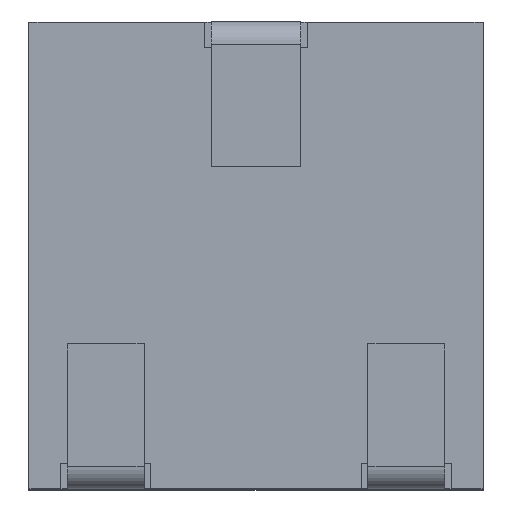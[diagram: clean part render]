
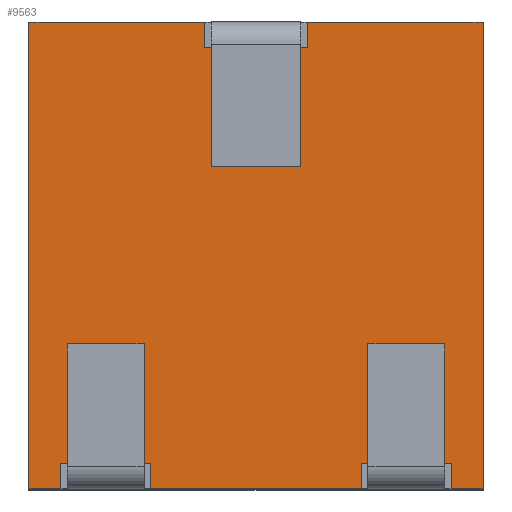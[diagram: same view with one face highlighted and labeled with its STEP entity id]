
A CAD part, top view. The second image highlights one B-rep face of the part: STEP entity #9563.
In plain terms, the highlighted planar face has unit normal (0, 0, 1).
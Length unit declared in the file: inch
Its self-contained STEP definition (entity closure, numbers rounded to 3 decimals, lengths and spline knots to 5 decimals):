
#1881=DIRECTION('',(0.,1.,0.));
#1882=VECTOR('',#1881,0.146);
#1883=CARTESIAN_POINT('',(0.071,0.,0.111));
#1884=LINE('',#1883,#1882);
#1913=DIRECTION('',(1.,0.,0.));
#1914=VECTOR('',#1913,0.066);
#1915=CARTESIAN_POINT('',(-0.033,0.,0.111));
#1916=LINE('',#1915,#1914);
#1921=DIRECTION('',(1.,0.,0.));
#1922=VECTOR('',#1921,0.01);
#1923=CARTESIAN_POINT('',(0.061,0.,0.111));
#1924=LINE('',#1923,#1922);
#1933=DIRECTION('',(1.,0.,0.));
#1934=VECTOR('',#1933,0.01);
#1935=CARTESIAN_POINT('',(-0.071,0.,0.111));
#1936=LINE('',#1935,#1934);
#2106=DIRECTION('',(0.,1.,0.));
#2107=VECTOR('',#2106,0.008);
#2108=CARTESIAN_POINT('',(0.016,0.138,0.111));
#2109=LINE('',#2108,#2107);
#2110=DIRECTION('',(1.,0.,0.));
#2111=VECTOR('',#2110,0.055);
#2112=CARTESIAN_POINT('',(0.016,0.146,0.111));
#2113=LINE('',#2112,#2111);
#2114=DIRECTION('',(0.,-1.,0.));
#2115=VECTOR('',#2114,0.008);
#2116=CARTESIAN_POINT('',(0.033,0.008,0.111));
#2117=LINE('',#2116,#2115);
#2118=DIRECTION('',(0.,-1.,0.));
#2119=VECTOR('',#2118,0.008);
#2120=CARTESIAN_POINT('',(-0.061,0.008,0.111));
#2121=LINE('',#2120,#2119);
#2122=DIRECTION('',(0.,1.,0.));
#2123=VECTOR('',#2122,0.146);
#2124=CARTESIAN_POINT('',(-0.071,0.,0.111));
#2125=LINE('',#2124,#2123);
#2126=DIRECTION('',(1.,0.,0.));
#2127=VECTOR('',#2126,0.055);
#2128=CARTESIAN_POINT('',(-0.071,0.146,0.111));
#2129=LINE('',#2128,#2127);
#2138=DIRECTION('',(-1.,0.,0.));
#2139=VECTOR('',#2138,0.032);
#2140=CARTESIAN_POINT('',(0.016,0.138,0.111));
#2141=LINE('',#2140,#2139);
#2252=DIRECTION('',(0.,1.,0.));
#2253=VECTOR('',#2252,0.008);
#2254=CARTESIAN_POINT('',(-0.016,0.138,0.111));
#2255=LINE('',#2254,#2253);
#2456=DIRECTION('',(0.,-1.,0.));
#2457=VECTOR('',#2456,0.008);
#2458=CARTESIAN_POINT('',(0.061,0.008,0.111));
#2459=LINE('',#2458,#2457);
#2654=DIRECTION('',(1.,0.,0.));
#2655=VECTOR('',#2654,0.028);
#2656=CARTESIAN_POINT('',(0.033,0.008,0.111));
#2657=LINE('',#2656,#2655);
#2662=DIRECTION('',(0.,-1.,0.));
#2663=VECTOR('',#2662,0.008);
#2664=CARTESIAN_POINT('',(-0.033,0.008,0.111));
#2665=LINE('',#2664,#2663);
#2674=DIRECTION('',(1.,0.,0.));
#2675=VECTOR('',#2674,0.028);
#2676=CARTESIAN_POINT('',(-0.061,0.008,0.111));
#2677=LINE('',#2676,#2675);
#5448=CARTESIAN_POINT('',(-0.016,0.146,0.111));
#5449=VERTEX_POINT('',#5448);
#5450=CARTESIAN_POINT('',(-0.071,0.146,0.111));
#5451=VERTEX_POINT('',#5450);
#5452=CARTESIAN_POINT('',(0.071,0.146,0.111));
#5453=VERTEX_POINT('',#5452);
#5454=CARTESIAN_POINT('',(0.016,0.146,0.111));
#5455=VERTEX_POINT('',#5454);
#5506=CARTESIAN_POINT('',(0.016,0.138,0.111));
#5507=VERTEX_POINT('',#5506);
#5508=CARTESIAN_POINT('',(-0.016,0.138,0.111));
#5509=VERTEX_POINT('',#5508);
#5510=CARTESIAN_POINT('',(0.071,0.,0.111));
#5511=VERTEX_POINT('',#5510);
#5512=CARTESIAN_POINT('',(0.061,0.,0.111));
#5513=VERTEX_POINT('',#5512);
#5514=CARTESIAN_POINT('',(0.061,0.008,0.111));
#5515=VERTEX_POINT('',#5514);
#5516=CARTESIAN_POINT('',(0.033,0.008,0.111));
#5517=VERTEX_POINT('',#5516);
#5518=CARTESIAN_POINT('',(0.033,0.,0.111));
#5519=VERTEX_POINT('',#5518);
#5520=CARTESIAN_POINT('',(-0.033,0.,0.111));
#5521=VERTEX_POINT('',#5520);
#5522=CARTESIAN_POINT('',(-0.033,0.008,0.111));
#5523=VERTEX_POINT('',#5522);
#5524=CARTESIAN_POINT('',(-0.061,0.008,0.111));
#5525=VERTEX_POINT('',#5524);
#5526=CARTESIAN_POINT('',(-0.061,0.,0.111));
#5527=VERTEX_POINT('',#5526);
#5528=CARTESIAN_POINT('',(-0.071,0.,0.111));
#5529=VERTEX_POINT('',#5528);
#9530=CARTESIAN_POINT('',(0.,0.073,0.111));
#9531=DIRECTION('',(0.,0.,1.));
#9532=DIRECTION('',(-1.,0.,0.));
#9533=AXIS2_PLACEMENT_3D('',#9530,#9531,#9532);
#9534=PLANE('',#9533);
#9536=ORIENTED_EDGE('',*,*,#9535,.F.);
#9538=ORIENTED_EDGE('',*,*,#9537,.T.);
#9540=ORIENTED_EDGE('',*,*,#9539,.T.);
#9541=ORIENTED_EDGE('',*,*,#9212,.F.);
#9542=ORIENTED_EDGE('',*,*,#9288,.F.);
#9544=ORIENTED_EDGE('',*,*,#9543,.F.);
#9546=ORIENTED_EDGE('',*,*,#9545,.F.);
#9548=ORIENTED_EDGE('',*,*,#9547,.T.);
#9549=ORIENTED_EDGE('',*,*,#9272,.F.);
#9551=ORIENTED_EDGE('',*,*,#9550,.F.);
#9553=ORIENTED_EDGE('',*,*,#9552,.F.);
#9554=ORIENTED_EDGE('',*,*,#9522,.T.);
#9555=ORIENTED_EDGE('',*,*,#9293,.F.);
#9556=ORIENTED_EDGE('',*,*,#9068,.T.);
#9558=ORIENTED_EDGE('',*,*,#9557,.T.);
#9560=ORIENTED_EDGE('',*,*,#9559,.F.);
#9561=EDGE_LOOP('',(#9536,#9538,#9540,#9541,#9542,#9544,#9546,#9548,#9549,#9551,
#9553,#9554,#9555,#9556,#9558,#9560));
#9562=FACE_OUTER_BOUND('',#9561,.F.);
#9563=ADVANCED_FACE('',(#9562),#9534,.T.);
#9068=EDGE_CURVE('',#5529,#5451,#2125,.T.);
#9212=EDGE_CURVE('',#5511,#5453,#1884,.T.);
#9272=EDGE_CURVE('',#5521,#5519,#1916,.T.);
#9288=EDGE_CURVE('',#5513,#5511,#1924,.T.);
#9293=EDGE_CURVE('',#5529,#5527,#1936,.T.);
#9522=EDGE_CURVE('',#5525,#5527,#2121,.T.);
#9535=EDGE_CURVE('',#5507,#5509,#2141,.T.);
#9537=EDGE_CURVE('',#5507,#5455,#2109,.T.);
#9539=EDGE_CURVE('',#5455,#5453,#2113,.T.);
#9543=EDGE_CURVE('',#5515,#5513,#2459,.T.);
#9545=EDGE_CURVE('',#5517,#5515,#2657,.T.);
#9547=EDGE_CURVE('',#5517,#5519,#2117,.T.);
#9550=EDGE_CURVE('',#5523,#5521,#2665,.T.);
#9552=EDGE_CURVE('',#5525,#5523,#2677,.T.);
#9557=EDGE_CURVE('',#5451,#5449,#2129,.T.);
#9559=EDGE_CURVE('',#5509,#5449,#2255,.T.);
